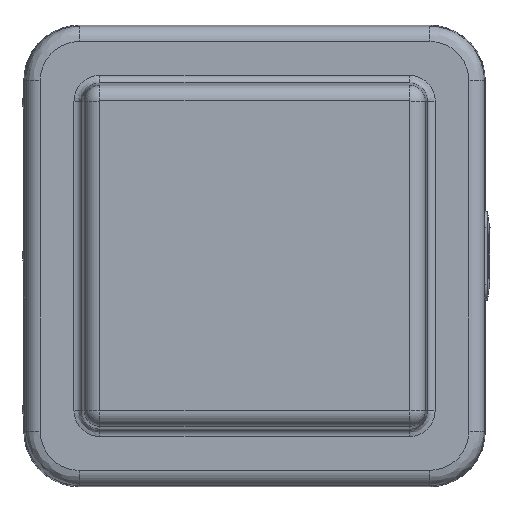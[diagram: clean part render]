
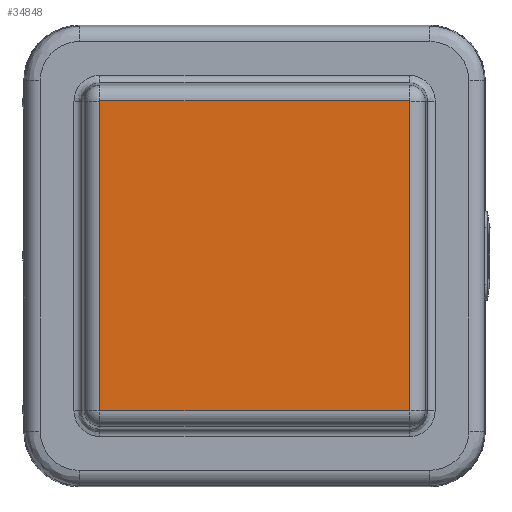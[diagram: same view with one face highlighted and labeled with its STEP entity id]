
A CAD part, top view. The second image highlights one B-rep face of the part: STEP entity #34848.
In plain terms, the highlighted planar face has unit normal (0, 0, 1).
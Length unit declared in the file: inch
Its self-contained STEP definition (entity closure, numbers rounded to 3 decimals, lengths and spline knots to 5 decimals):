
#47 = CARTESIAN_POINT ( 'NONE',  ( -2.45574, 2.52055, 1.71331 ) ) ;
#171 = ORIENTED_EDGE ( 'NONE', *, *, #5246, .T. ) ;
#351 = EDGE_CURVE ( 'NONE', #1402, #20746, #24348, .T. ) ;
#1402 = VERTEX_POINT ( 'NONE', #24206 ) ;
#1585 = CARTESIAN_POINT ( 'NONE',  ( -2.44717, -2.52913, 1.71331 ) ) ;
#1746 = EDGE_CURVE ( 'NONE', #20495, #1402, #13733, .T. ) ;
#2071 = EDGE_CURVE ( 'NONE', #20746, #27593, #20185, .T. ) ;
#2301 = CARTESIAN_POINT ( 'NONE',  ( 2.60251, -2.52055, 1.71331 ) ) ;
#4468 = CARTESIAN_POINT ( 'NONE',  ( 2.60251, 0., 1.71331 ) ) ;
#4961 = CARTESIAN_POINT ( 'NONE',  ( -2.45157, -2.52829, 1.71331 ) ) ;
#5241 = CARTESIAN_POINT ( 'NONE',  ( 2.59632, 2.52913, 1.71331 ) ) ;
#5246 = EDGE_CURVE ( 'NONE', #12992, #44121, #45272, .T. ) ;
#6246 = B_SPLINE_CURVE_WITH_KNOTS ( 'NONE', 3,
 ( #25901, #14867, #22518, #4961, #43481, #1585 ),
 .UNSPECIFIED., .F., .F.,
 ( 4, 2, 4 ),
 ( 0., 0.5, 1. ),
 .UNSPECIFIED. ) ;
#6842 = ORIENTED_EDGE ( 'NONE', *, *, #34915, .T. ) ;
#7674 = ORIENTED_EDGE ( 'NONE', *, *, #19673, .T. ) ;
#7847 = CARTESIAN_POINT ( 'NONE',  ( -2.44717, 2.52913, 1.71331 ) ) ;
#7879 = CARTESIAN_POINT ( 'NONE',  ( -2.45574, 2.52055, 1.71331 ) ) ;
#9022 = CARTESIAN_POINT ( 'NONE',  ( 2.59629, -2.52913, 1.71331 ) ) ;
#9321 = DIRECTION ( 'NONE',  ( 1., 0., 0. ) ) ;
#9480 = CARTESIAN_POINT ( 'NONE',  ( 2.59832, -2.52827, 1.71331 ) ) ;
#9608 = DIRECTION ( 'NONE',  ( 1., 0., 0. ) ) ;
#10408 = CARTESIAN_POINT ( 'NONE',  ( -2.44952, 2.52913, 1.71331 ) ) ;
#10469 = FACE_OUTER_BOUND ( 'NONE', #20194, .T. ) ;
#11152 = ORIENTED_EDGE ( 'NONE', *, *, #1746, .T. ) ;
#11324 = CARTESIAN_POINT ( 'NONE',  ( 2.60166, 2.52494, 1.71331 ) ) ;
#11917 = CARTESIAN_POINT ( 'NONE',  ( 0.07338, -2.52913, 1.71331 ) ) ;
#12164 = EDGE_CURVE ( 'NONE', #27593, #13007, #19389, .T. ) ;
#12518 = CARTESIAN_POINT ( 'NONE',  ( 2.60167, -2.52496, 1.71331 ) ) ;
#12992 = VERTEX_POINT ( 'NONE', #21021 ) ;
#13007 = VERTEX_POINT ( 'NONE', #7879 ) ;
#13049 = VECTOR ( 'NONE', #36190, 39.37008 ) ;
#13473 = CARTESIAN_POINT ( 'NONE',  ( -2.45156, 2.52827, 1.71331 ) ) ;
#13733 = LINE ( 'NONE', #4468, #44982 ) ;
#13866 = CARTESIAN_POINT ( 'NONE',  ( 2.59393, 2.52913, 1.71331 ) ) ;
#14470 = B_SPLINE_CURVE_WITH_KNOTS ( 'NONE', 3,
 ( #27234, #9022, #9480, #12518, #37502, #16496 ),
 .UNSPECIFIED., .F., .F.,
 ( 4, 2, 4 ),
 ( 0., 0.5, 1. ),
 .UNSPECIFIED. ) ;
#14510 = DIRECTION ( 'NONE',  ( 0., 1., 0. ) ) ;
#14867 = CARTESIAN_POINT ( 'NONE',  ( -2.45574, -2.5229, 1.71331 ) ) ;
#16496 = CARTESIAN_POINT ( 'NONE',  ( 2.60251, -2.52055, 1.71331 ) ) ;
#16941 = CARTESIAN_POINT ( 'NONE',  ( -2.45574, 0., 1.71331 ) ) ;
#17406 = DIRECTION ( 'NONE',  ( 0., -1., 0. ) ) ;
#17472 = CARTESIAN_POINT ( 'NONE',  ( -2.45574, 2.52293, 1.71331 ) ) ;
#18950 = VECTOR ( 'NONE', #9321, 39.37008 ) ;
#19389 = B_SPLINE_CURVE_WITH_KNOTS ( 'NONE', 3,
 ( #41470, #10408, #13473, #38446, #17472, #47 ),
 .UNSPECIFIED., .F., .F.,
 ( 4, 2, 4 ),
 ( 0., 0.5, 1. ),
 .UNSPECIFIED. ) ;
#19673 = EDGE_CURVE ( 'NONE', #24603, #12992, #6246, .T. ) ;
#20185 = LINE ( 'NONE', #43166, #13049 ) ;
#20194 = EDGE_LOOP ( 'NONE', ( #7674, #171, #26853, #11152, #24257, #28253, #44044, #6842 ) ) ;
#20495 = VERTEX_POINT ( 'NONE', #2301 ) ;
#20746 = VERTEX_POINT ( 'NONE', #13866 ) ;
#21021 = CARTESIAN_POINT ( 'NONE',  ( -2.44717, -2.52913, 1.71331 ) ) ;
#22518 = CARTESIAN_POINT ( 'NONE',  ( -2.45489, -2.52494, 1.71331 ) ) ;
#23622 = VECTOR ( 'NONE', #17406, 39.37008 ) ;
#23690 = CARTESIAN_POINT ( 'NONE',  ( 0.07338, 0., 1.71331 ) ) ;
#24206 = CARTESIAN_POINT ( 'NONE',  ( 2.60251, 2.52055, 1.71331 ) ) ;
#24257 = ORIENTED_EDGE ( 'NONE', *, *, #351, .T. ) ;
#24348 = B_SPLINE_CURVE_WITH_KNOTS ( 'NONE', 3,
 ( #40878, #24675, #11324, #33079, #5241, #29718 ),
 .UNSPECIFIED., .F., .F.,
 ( 4, 2, 4 ),
 ( 0., 0.5, 1. ),
 .UNSPECIFIED. ) ;
#24603 = VERTEX_POINT ( 'NONE', #40540 ) ;
#24675 = CARTESIAN_POINT ( 'NONE',  ( 2.60251, 2.5229, 1.71331 ) ) ;
#25252 = LINE ( 'NONE', #16941, #23622 ) ;
#25901 = CARTESIAN_POINT ( 'NONE',  ( -2.45574, -2.52055, 1.71331 ) ) ;
#26853 = ORIENTED_EDGE ( 'NONE', *, *, #40982, .T. ) ;
#27234 = CARTESIAN_POINT ( 'NONE',  ( 2.59393, -2.52913, 1.71331 ) ) ;
#27593 = VERTEX_POINT ( 'NONE', #7847 ) ;
#28253 = ORIENTED_EDGE ( 'NONE', *, *, #2071, .T. ) ;
#29718 = CARTESIAN_POINT ( 'NONE',  ( 2.59393, 2.52913, 1.71331 ) ) ;
#33079 = CARTESIAN_POINT ( 'NONE',  ( 2.59834, 2.52829, 1.71331 ) ) ;
#34848 = ADVANCED_FACE ( 'NONE', ( #10469 ), #44351, .T. ) ;
#34915 = EDGE_CURVE ( 'NONE', #13007, #24603, #25252, .T. ) ;
#36190 = DIRECTION ( 'NONE',  ( -1., 0., 0. ) ) ;
#37502 = CARTESIAN_POINT ( 'NONE',  ( 2.60251, -2.52293, 1.71331 ) ) ;
#38446 = CARTESIAN_POINT ( 'NONE',  ( -2.45491, 2.52496, 1.71331 ) ) ;
#40540 = CARTESIAN_POINT ( 'NONE',  ( -2.45574, -2.52055, 1.71331 ) ) ;
#40878 = CARTESIAN_POINT ( 'NONE',  ( 2.60251, 2.52055, 1.71331 ) ) ;
#40982 = EDGE_CURVE ( 'NONE', #44121, #20495, #14470, .T. ) ;
#41470 = CARTESIAN_POINT ( 'NONE',  ( -2.44717, 2.52913, 1.71331 ) ) ;
#42465 = CARTESIAN_POINT ( 'NONE',  ( 2.59393, -2.52913, 1.71331 ) ) ;
#43166 = CARTESIAN_POINT ( 'NONE',  ( 0.07338, 2.52913, 1.71331 ) ) ;
#43481 = CARTESIAN_POINT ( 'NONE',  ( -2.44955, -2.52913, 1.71331 ) ) ;
#43958 = AXIS2_PLACEMENT_3D ( 'NONE', #23690, #44500, #9608 ) ;
#44044 = ORIENTED_EDGE ( 'NONE', *, *, #12164, .T. ) ;
#44121 = VERTEX_POINT ( 'NONE', #42465 ) ;
#44351 = PLANE ( 'NONE',  #43958 ) ;
#44500 = DIRECTION ( 'NONE',  ( 0., 0., 1. ) ) ;
#44982 = VECTOR ( 'NONE', #14510, 39.37008 ) ;
#45272 = LINE ( 'NONE', #11917, #18950 ) ;
